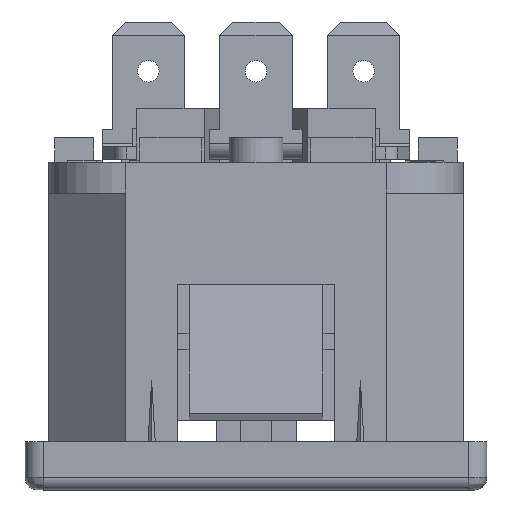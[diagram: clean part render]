
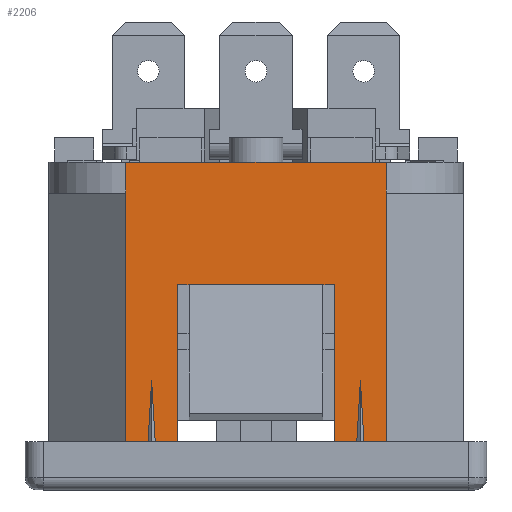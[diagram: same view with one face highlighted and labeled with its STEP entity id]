
A CAD part, front view. The second image highlights one B-rep face of the part: STEP entity #2206.
In plain terms, the highlighted planar face has unit normal (0, -1, 0).
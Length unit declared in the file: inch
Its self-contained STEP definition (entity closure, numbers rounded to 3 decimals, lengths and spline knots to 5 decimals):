
#74 = LINE ( 'NONE', #5528, #13720 ) ;
#108 = CARTESIAN_POINT ( 'NONE',  ( 0.20118, -0.38051, 0.12402 ) ) ;
#158 = EDGE_CURVE ( 'NONE', #13328, #720, #12629, .T. ) ;
#452 = LINE ( 'NONE', #8938, #2552 ) ;
#707 = EDGE_CURVE ( 'NONE', #12403, #11560, #2393, .T. ) ;
#720 = VERTEX_POINT ( 'NONE', #11092 ) ;
#886 = CARTESIAN_POINT ( 'NONE',  ( 0.27638, -0.38051, 0.12402 ) ) ;
#954 = CARTESIAN_POINT ( 'NONE',  ( -0.52992, -0.38051, 0.12402 ) ) ;
#1098 = FACE_OUTER_BOUND ( 'NONE', #3809, .T. ) ;
#1104 = CARTESIAN_POINT ( 'NONE',  ( -0.25787, -0.38051, 0.12402 ) ) ;
#1166 = EDGE_CURVE ( 'NONE', #4754, #720, #452, .T. ) ;
#1381 = CARTESIAN_POINT ( 'NONE',  ( -0.27638, -0.38051, 0.12402 ) ) ;
#1406 = DIRECTION ( 'NONE',  ( 1., 0., 0. ) ) ;
#1690 = ORIENTED_EDGE ( 'NONE', *, *, #13041, .F. ) ;
#1917 = CARTESIAN_POINT ( 'NONE',  ( -0.27638, -0.38051, 0.12402 ) ) ;
#1952 = LINE ( 'NONE', #3088, #11108 ) ;
#2017 = DIRECTION ( 'NONE',  ( -0.059, 0., 0.998 ) ) ;
#2111 = EDGE_CURVE ( 'NONE', #8089, #3198, #10441, .T. ) ;
#2122 = EDGE_CURVE ( 'NONE', #7950, #13328, #10719, .T. ) ;
#2130 = LINE ( 'NONE', #1917, #6723 ) ;
#2153 = ORIENTED_EDGE ( 'NONE', *, *, #158, .F. ) ;
#2194 = LINE ( 'NONE', #7714, #8944 ) ;
#2206 = ADVANCED_FACE ( 'NONE', ( #1098 ), #9799, .T. ) ;
#2225 = ORIENTED_EDGE ( 'NONE', *, *, #7796, .T. ) ;
#2393 = LINE ( 'NONE', #9745, #9094 ) ;
#2538 = CARTESIAN_POINT ( 'NONE',  ( 0.25787, -0.38051, 0.12402 ) ) ;
#2552 = VECTOR ( 'NONE', #4777, 39.37008 ) ;
#2667 = CARTESIAN_POINT ( 'NONE',  ( 0.20118, -0.38051, 0.52559 ) ) ;
#2790 = CARTESIAN_POINT ( 'NONE',  ( 0.20118, -0.38051, 0.52559 ) ) ;
#3088 = CARTESIAN_POINT ( 'NONE',  ( -0.33307, -0.38051, 0.83858 ) ) ;
#3198 = VERTEX_POINT ( 'NONE', #13795 ) ;
#3408 = VERTEX_POINT ( 'NONE', #6330 ) ;
#3471 = VERTEX_POINT ( 'NONE', #1381 ) ;
#3650 = VERTEX_POINT ( 'NONE', #11908 ) ;
#3664 = VECTOR ( 'NONE', #5559, 39.37008 ) ;
#3737 = LINE ( 'NONE', #2538, #11447 ) ;
#3809 = EDGE_LOOP ( 'NONE', ( #7724, #13288, #10370, #1690, #8662, #7005, #2225, #13642, #7459, #7259, #7948, #6519, #7793, #2153, #9625, #7220, #4787, #10572 ) ) ;
#3885 = VECTOR ( 'NONE', #3948, 39.37008 ) ;
#3948 = DIRECTION ( 'NONE',  ( 1., 0., 0. ) ) ;
#4017 = LINE ( 'NONE', #10381, #3885 ) ;
#4162 = LINE ( 'NONE', #12795, #13100 ) ;
#4328 = DIRECTION ( 'NONE',  ( 0., 0., -1. ) ) ;
#4754 = VERTEX_POINT ( 'NONE', #6530 ) ;
#4777 = DIRECTION ( 'NONE',  ( 1., 0., 0. ) ) ;
#4787 = ORIENTED_EDGE ( 'NONE', *, *, #6647, .T. ) ;
#4992 = EDGE_CURVE ( 'NONE', #7950, #3408, #6024, .T. ) ;
#5150 = LINE ( 'NONE', #6206, #11025 ) ;
#5215 = DIRECTION ( 'NONE',  ( -0.059, 0., 0.998 ) ) ;
#5346 = VECTOR ( 'NONE', #14005, 39.37008 ) ;
#5355 = DIRECTION ( 'NONE',  ( 1., 0., 0. ) ) ;
#5528 = CARTESIAN_POINT ( 'NONE',  ( -0.33307, -0.38051, 0.12402 ) ) ;
#5559 = DIRECTION ( 'NONE',  ( 0., 0., 1. ) ) ;
#6024 = LINE ( 'NONE', #10409, #6213 ) ;
#6048 = EDGE_CURVE ( 'NONE', #4754, #9860, #2194, .T. ) ;
#6083 = EDGE_CURVE ( 'NONE', #11291, #12364, #74, .T. ) ;
#6204 = CARTESIAN_POINT ( 'NONE',  ( 0.33307, -0.38051, 0.75984 ) ) ;
#6206 = CARTESIAN_POINT ( 'NONE',  ( -0.20118, -0.38051, 0.12402 ) ) ;
#6213 = VECTOR ( 'NONE', #8214, 39.37008 ) ;
#6232 = DIRECTION ( 'NONE',  ( 0.059, 0., 0.998 ) ) ;
#6330 = CARTESIAN_POINT ( 'NONE',  ( 0.25787, -0.38051, 0.12402 ) ) ;
#6405 = CARTESIAN_POINT ( 'NONE',  ( -0.25787, -0.38051, 0.12402 ) ) ;
#6509 = VERTEX_POINT ( 'NONE', #8473 ) ;
#6519 = ORIENTED_EDGE ( 'NONE', *, *, #6048, .F. ) ;
#6530 = CARTESIAN_POINT ( 'NONE',  ( -0.17126, -0.38051, 0.52559 ) ) ;
#6551 = LINE ( 'NONE', #886, #5346 ) ;
#6594 = AXIS2_PLACEMENT_3D ( 'NONE', #954, #8524, #11718 ) ;
#6647 = EDGE_CURVE ( 'NONE', #3408, #9713, #3737, .T. ) ;
#6717 = CARTESIAN_POINT ( 'NONE',  ( 0.33307, -0.38051, 0.83858 ) ) ;
#6723 = VECTOR ( 'NONE', #6232, 39.37008 ) ;
#6864 = EDGE_CURVE ( 'NONE', #6509, #12403, #6551, .T. ) ;
#6910 = DIRECTION ( 'NONE',  ( 0., 0., 1. ) ) ;
#6970 = DIRECTION ( 'NONE',  ( 0., 0., -1. ) ) ;
#7005 = ORIENTED_EDGE ( 'NONE', *, *, #6083, .F. ) ;
#7220 = ORIENTED_EDGE ( 'NONE', *, *, #4992, .T. ) ;
#7259 = ORIENTED_EDGE ( 'NONE', *, *, #12881, .T. ) ;
#7459 = ORIENTED_EDGE ( 'NONE', *, *, #2111, .F. ) ;
#7714 = CARTESIAN_POINT ( 'NONE',  ( -0.17126, -0.38051, 0.52559 ) ) ;
#7724 = ORIENTED_EDGE ( 'NONE', *, *, #6864, .T. ) ;
#7793 = ORIENTED_EDGE ( 'NONE', *, *, #1166, .T. ) ;
#7796 = EDGE_CURVE ( 'NONE', #11291, #3471, #10103, .T. ) ;
#7948 = ORIENTED_EDGE ( 'NONE', *, *, #9425, .T. ) ;
#7950 = VERTEX_POINT ( 'NONE', #8184 ) ;
#8034 = LINE ( 'NONE', #11293, #11129 ) ;
#8039 = CARTESIAN_POINT ( 'NONE',  ( -0.20118, -0.38051, 0.52559 ) ) ;
#8089 = VERTEX_POINT ( 'NONE', #1104 ) ;
#8184 = CARTESIAN_POINT ( 'NONE',  ( 0.20118, -0.38051, 0.12402 ) ) ;
#8214 = DIRECTION ( 'NONE',  ( 1., 0., 0. ) ) ;
#8473 = CARTESIAN_POINT ( 'NONE',  ( 0.27638, -0.38051, 0.12402 ) ) ;
#8524 = DIRECTION ( 'NONE',  ( 0., -1., 0. ) ) ;
#8617 = VECTOR ( 'NONE', #9419, 39.37008 ) ;
#8662 = ORIENTED_EDGE ( 'NONE', *, *, #13442, .T. ) ;
#8801 = VERTEX_POINT ( 'NONE', #10691 ) ;
#8858 = EDGE_CURVE ( 'NONE', #3650, #11560, #12896, .T. ) ;
#8907 = EDGE_CURVE ( 'NONE', #3471, #3198, #2130, .T. ) ;
#8938 = CARTESIAN_POINT ( 'NONE',  ( -0.17126, -0.38051, 0.52559 ) ) ;
#8944 = VECTOR ( 'NONE', #11889, 39.37008 ) ;
#9094 = VECTOR ( 'NONE', #6910, 39.37008 ) ;
#9274 = CARTESIAN_POINT ( 'NONE',  ( -0.33307, -0.38051, 0.75984 ) ) ;
#9419 = DIRECTION ( 'NONE',  ( -1., 0., 0. ) ) ;
#9425 = EDGE_CURVE ( 'NONE', #8801, #9860, #5150, .T. ) ;
#9625 = ORIENTED_EDGE ( 'NONE', *, *, #2122, .F. ) ;
#9713 = VERTEX_POINT ( 'NONE', #9813 ) ;
#9745 = CARTESIAN_POINT ( 'NONE',  ( 0.33307, -0.38051, 0.12402 ) ) ;
#9799 = PLANE ( 'NONE',  #6594 ) ;
#9813 = CARTESIAN_POINT ( 'NONE',  ( 0.26713, -0.38051, 0.2815 ) ) ;
#9860 = VERTEX_POINT ( 'NONE', #8039 ) ;
#10103 = LINE ( 'NONE', #12234, #12159 ) ;
#10370 = ORIENTED_EDGE ( 'NONE', *, *, #8858, .F. ) ;
#10381 = CARTESIAN_POINT ( 'NONE',  ( -0.25787, -0.38051, 0.12402 ) ) ;
#10409 = CARTESIAN_POINT ( 'NONE',  ( 0.20118, -0.38051, 0.12402 ) ) ;
#10441 = LINE ( 'NONE', #6405, #12967 ) ;
#10484 = CARTESIAN_POINT ( 'NONE',  ( 0.33307, -0.38051, 0.12402 ) ) ;
#10522 = DIRECTION ( 'NONE',  ( 0., 0., 1. ) ) ;
#10572 = ORIENTED_EDGE ( 'NONE', *, *, #11536, .F. ) ;
#10691 = CARTESIAN_POINT ( 'NONE',  ( -0.20118, -0.38051, 0.12402 ) ) ;
#10719 = LINE ( 'NONE', #108, #3664 ) ;
#10897 = DIRECTION ( 'NONE',  ( 0., 0., 1. ) ) ;
#11013 = VECTOR ( 'NONE', #4328, 39.37008 ) ;
#11025 = VECTOR ( 'NONE', #10522, 39.37008 ) ;
#11092 = CARTESIAN_POINT ( 'NONE',  ( 0.17126, -0.38051, 0.52559 ) ) ;
#11108 = VECTOR ( 'NONE', #5355, 39.37008 ) ;
#11129 = VECTOR ( 'NONE', #6970, 39.37008 ) ;
#11291 = VERTEX_POINT ( 'NONE', #13972 ) ;
#11293 = CARTESIAN_POINT ( 'NONE',  ( -0.33307, -0.38051, 0.83858 ) ) ;
#11447 = VECTOR ( 'NONE', #13305, 39.37008 ) ;
#11536 = EDGE_CURVE ( 'NONE', #6509, #9713, #4162, .T. ) ;
#11560 = VERTEX_POINT ( 'NONE', #6204 ) ;
#11718 = DIRECTION ( 'NONE',  ( 0., 0., -1. ) ) ;
#11889 = DIRECTION ( 'NONE',  ( -1., 0., 0. ) ) ;
#11908 = CARTESIAN_POINT ( 'NONE',  ( 0.33307, -0.38051, 0.83858 ) ) ;
#12002 = CARTESIAN_POINT ( 'NONE',  ( -0.33307, -0.38051, 0.83858 ) ) ;
#12159 = VECTOR ( 'NONE', #1406, 39.37008 ) ;
#12234 = CARTESIAN_POINT ( 'NONE',  ( -0.33307, -0.38051, 0.12402 ) ) ;
#12364 = VERTEX_POINT ( 'NONE', #9274 ) ;
#12403 = VERTEX_POINT ( 'NONE', #10484 ) ;
#12629 = LINE ( 'NONE', #2790, #8617 ) ;
#12795 = CARTESIAN_POINT ( 'NONE',  ( 0.27638, -0.38051, 0.12402 ) ) ;
#12881 = EDGE_CURVE ( 'NONE', #8089, #8801, #4017, .T. ) ;
#12896 = LINE ( 'NONE', #6717, #11013 ) ;
#12967 = VECTOR ( 'NONE', #2017, 39.37008 ) ;
#13041 = EDGE_CURVE ( 'NONE', #13291, #3650, #1952, .T. ) ;
#13100 = VECTOR ( 'NONE', #5215, 39.37008 ) ;
#13288 = ORIENTED_EDGE ( 'NONE', *, *, #707, .T. ) ;
#13291 = VERTEX_POINT ( 'NONE', #12002 ) ;
#13305 = DIRECTION ( 'NONE',  ( 0.059, 0., 0.998 ) ) ;
#13328 = VERTEX_POINT ( 'NONE', #2667 ) ;
#13442 = EDGE_CURVE ( 'NONE', #13291, #12364, #8034, .T. ) ;
#13642 = ORIENTED_EDGE ( 'NONE', *, *, #8907, .T. ) ;
#13720 = VECTOR ( 'NONE', #10897, 39.37008 ) ;
#13795 = CARTESIAN_POINT ( 'NONE',  ( -0.26713, -0.38051, 0.2815 ) ) ;
#13972 = CARTESIAN_POINT ( 'NONE',  ( -0.33307, -0.38051, 0.12402 ) ) ;
#14005 = DIRECTION ( 'NONE',  ( 1., 0., 0. ) ) ;
